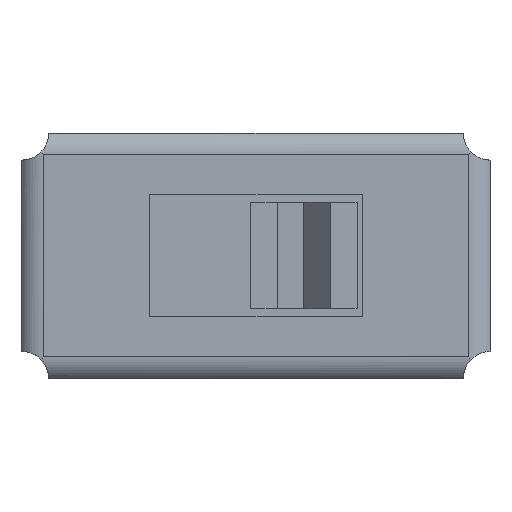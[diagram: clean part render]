
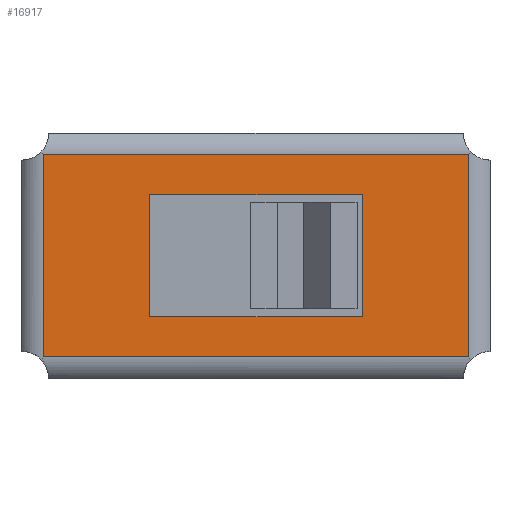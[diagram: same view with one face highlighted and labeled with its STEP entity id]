
A CAD part, top view. The second image highlights one B-rep face of the part: STEP entity #16917.
In plain terms, the highlighted planar face has unit normal (0, 0, 1).
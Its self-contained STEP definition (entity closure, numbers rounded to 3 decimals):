
#697 = DIRECTION ( 'NONE',  ( 0., -1., 0. ) ) ;
#942 = CARTESIAN_POINT ( 'NONE',  ( -2., -1.15, 0.2 ) ) ;
#979 = EDGE_CURVE ( 'NONE', #16663, #16747, #10402, .T. ) ;
#1014 = CARTESIAN_POINT ( 'NONE',  ( -2., -1.15, 0.2 ) ) ;
#1158 = DIRECTION ( 'NONE',  ( 1., 0., 0. ) ) ;
#1189 = DIRECTION ( 'NONE',  ( 0., 1., 0. ) ) ;
#1650 = EDGE_CURVE ( 'NONE', #10450, #1705, #14864, .T. ) ;
#1705 = VERTEX_POINT ( 'NONE', #16775 ) ;
#2049 = VECTOR ( 'NONE', #17034, 1000. ) ;
#2602 = PLANE ( 'NONE',  #19919 ) ;
#2799 = FACE_OUTER_BOUND ( 'NONE', #19918, .T. ) ;
#2823 = VECTOR ( 'NONE', #8555, 1000. ) ;
#3592 = CARTESIAN_POINT ( 'NONE',  ( 2., -1.15, 0.2 ) ) ;
#3804 = VECTOR ( 'NONE', #697, 1000. ) ;
#5165 = CARTESIAN_POINT ( 'NONE',  ( 4., -1.9, 0.2 ) ) ;
#5591 = LINE ( 'NONE', #5690, #6332 ) ;
#5690 = CARTESIAN_POINT ( 'NONE',  ( 3.9, -1.9, 0.2 ) ) ;
#5856 = EDGE_CURVE ( 'NONE', #7817, #15673, #14671, .T. ) ;
#6332 = VECTOR ( 'NONE', #1158, 1000. ) ;
#6940 = DIRECTION ( 'NONE',  ( -1., 0., 0. ) ) ;
#7269 = VECTOR ( 'NONE', #16559, 1000. ) ;
#7817 = VERTEX_POINT ( 'NONE', #8993 ) ;
#7972 = LINE ( 'NONE', #3592, #17920 ) ;
#8555 = DIRECTION ( 'NONE',  ( 1., 0., 0. ) ) ;
#8749 = CARTESIAN_POINT ( 'NONE',  ( 2., 1.15, 0.2 ) ) ;
#8888 = ORIENTED_EDGE ( 'NONE', *, *, #19490, .F. ) ;
#8932 = ORIENTED_EDGE ( 'NONE', *, *, #11811, .F. ) ;
#8993 = CARTESIAN_POINT ( 'NONE',  ( -4., 1.9, 0.2 ) ) ;
#9312 = ORIENTED_EDGE ( 'NONE', *, *, #1650, .F. ) ;
#10350 = CARTESIAN_POINT ( 'NONE',  ( -4., -1.9, 0.2 ) ) ;
#10402 = LINE ( 'NONE', #15048, #19272 ) ;
#10450 = VERTEX_POINT ( 'NONE', #8749 ) ;
#10623 = CARTESIAN_POINT ( 'NONE',  ( -2., -1.15, 0.2 ) ) ;
#10655 = CARTESIAN_POINT ( 'NONE',  ( 4., 1.9, 0.2 ) ) ;
#11745 = LINE ( 'NONE', #1014, #2823 ) ;
#11811 = EDGE_CURVE ( 'NONE', #17538, #10450, #7972, .T. ) ;
#12045 = FACE_BOUND ( 'NONE', #16900, .T. ) ;
#12311 = EDGE_CURVE ( 'NONE', #15673, #16663, #5591, .T. ) ;
#12650 = DIRECTION ( 'NONE',  ( 0., 1., 0. ) ) ;
#14137 = VECTOR ( 'NONE', #6940, 1000. ) ;
#14671 = LINE ( 'NONE', #15984, #3804 ) ;
#14864 = LINE ( 'NONE', #16259, #14137 ) ;
#14965 = CARTESIAN_POINT ( 'NONE',  ( 0., 0., 0.2 ) ) ;
#15027 = ORIENTED_EDGE ( 'NONE', *, *, #15194, .F. ) ;
#15048 = CARTESIAN_POINT ( 'NONE',  ( 4., 1.8, 0.2 ) ) ;
#15194 = EDGE_CURVE ( 'NONE', #19852, #17538, #11745, .T. ) ;
#15261 = DIRECTION ( 'NONE',  ( 0., 0., 1. ) ) ;
#15673 = VERTEX_POINT ( 'NONE', #10350 ) ;
#15984 = CARTESIAN_POINT ( 'NONE',  ( -4., -1.8, 0.2 ) ) ;
#16259 = CARTESIAN_POINT ( 'NONE',  ( -2., 1.15, 0.2 ) ) ;
#16387 = ORIENTED_EDGE ( 'NONE', *, *, #12311, .T. ) ;
#16400 = ORIENTED_EDGE ( 'NONE', *, *, #5856, .T. ) ;
#16559 = DIRECTION ( 'NONE',  ( 0., -1., 0. ) ) ;
#16663 = VERTEX_POINT ( 'NONE', #5165 ) ;
#16747 = VERTEX_POINT ( 'NONE', #10655 ) ;
#16775 = CARTESIAN_POINT ( 'NONE',  ( -2., 1.15, 0.2 ) ) ;
#16900 = EDGE_LOOP ( 'NONE', ( #8932, #15027, #8888, #9312 ) ) ;
#16917 = ADVANCED_FACE ( 'NONE', ( #12045, #2799 ), #2602, .T. ) ;
#17034 = DIRECTION ( 'NONE',  ( -1., 0., 0. ) ) ;
#17062 = ORIENTED_EDGE ( 'NONE', *, *, #979, .T. ) ;
#17538 = VERTEX_POINT ( 'NONE', #17992 ) ;
#17824 = ORIENTED_EDGE ( 'NONE', *, *, #18552, .T. ) ;
#17920 = VECTOR ( 'NONE', #12650, 1000. ) ;
#17992 = CARTESIAN_POINT ( 'NONE',  ( 2., -1.15, 0.2 ) ) ;
#18150 = LINE ( 'NONE', #19756, #2049 ) ;
#18481 = DIRECTION ( 'NONE',  ( 1., 0., 0. ) ) ;
#18552 = EDGE_CURVE ( 'NONE', #16747, #7817, #18150, .T. ) ;
#19272 = VECTOR ( 'NONE', #1189, 1000. ) ;
#19490 = EDGE_CURVE ( 'NONE', #1705, #19852, #19877, .T. ) ;
#19756 = CARTESIAN_POINT ( 'NONE',  ( -3.9, 1.9, 0.2 ) ) ;
#19852 = VERTEX_POINT ( 'NONE', #942 ) ;
#19877 = LINE ( 'NONE', #10623, #7269 ) ;
#19918 = EDGE_LOOP ( 'NONE', ( #17062, #17824, #16400, #16387 ) ) ;
#19919 = AXIS2_PLACEMENT_3D ( 'NONE', #14965, #15261, #18481 ) ;
